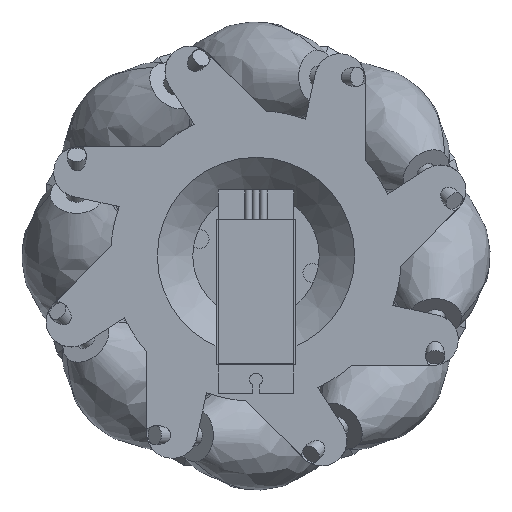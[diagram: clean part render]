
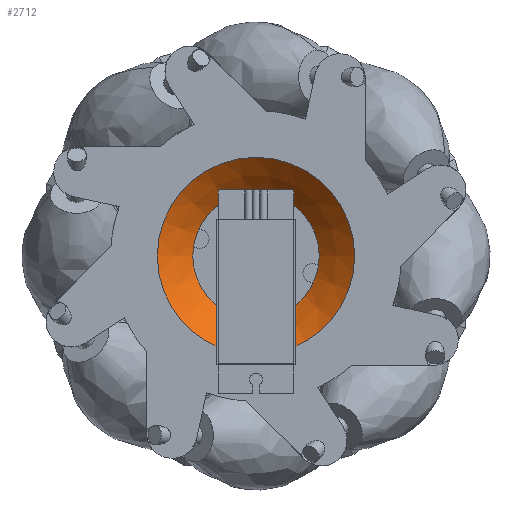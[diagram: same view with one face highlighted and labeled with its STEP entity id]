
A CAD part, front view. The second image highlights one B-rep face of the part: STEP entity #2712.
In plain terms, the highlighted conical face has half-angle 45 degrees and reference radius 12.8 mm.
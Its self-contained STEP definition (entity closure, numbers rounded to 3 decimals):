
#2712=ADVANCED_FACE('',(#6442,#6444),#6446,.F.);
#6442=FACE_OUTER_BOUND('',#6443,.T.);
#6443=EDGE_LOOP('',(#9495));
#6444=FACE_OUTER_BOUND('',#6445,.T.);
#6445=EDGE_LOOP('',(#9496));
#6446=CONICAL_SURFACE('',#6447,12.8,0.785);
#6447=AXIS2_PLACEMENT_3D('',#6448,#6449,#6450);
#6448=CARTESIAN_POINT('',(0.,0.,-27.2));
#6449=DIRECTION('',(0.,0.,-1.));
#6450=DIRECTION('',(-1.,0.,0.));
#9495=ORIENTED_EDGE('',*,*,#11116,.F.);
#9496=ORIENTED_EDGE('',*,*,#11389,.F.);
#11116=EDGE_CURVE('',#12558,#12558,#12559,.T.);
#11389=EDGE_CURVE('',#13020,#13020,#13021,.F.);
#12558=VERTEX_POINT('',#15247);
#12559=CIRCLE('',#15248,15.6);
#13020=VERTEX_POINT('',#16476);
#13021=CIRCLE('',#16477,10.);
#15247=CARTESIAN_POINT('',(15.6,0.,-30.));
#15248=AXIS2_PLACEMENT_3D('',#15249,#15250,#15251);
#15249=CARTESIAN_POINT('',(0.,0.,-30.));
#15250=DIRECTION('',(0.,0.,1.));
#15251=DIRECTION('',(1.,0.,0.));
#16476=CARTESIAN_POINT('',(10.,0.,-24.4));
#16477=AXIS2_PLACEMENT_3D('',#16478,#16479,#16480);
#16478=CARTESIAN_POINT('',(0.,0.,-24.4));
#16479=DIRECTION('',(0.,0.,1.));
#16480=DIRECTION('',(1.,0.,0.));
